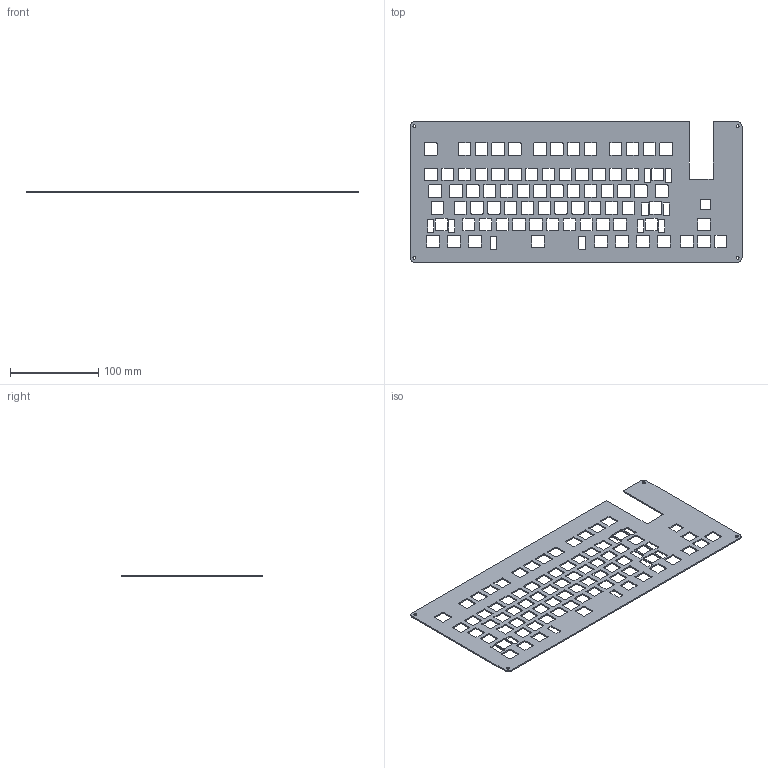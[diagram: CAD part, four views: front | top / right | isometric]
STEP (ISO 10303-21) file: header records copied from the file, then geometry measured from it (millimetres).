
FILE_DESCRIPTION(/* description */ (''),/* implementation_level */ '2;1');
FILE_NAME(/* name */ 'middle.step',/* time_stamp */ '2026-01-17T22:44:38+05:30',/* author */ (''),/* organization */ (''),/* preprocessor_version */ 'ST-DEVELOPER v20.1',/* originating_system */ 'Autodesk Translation Framework v14.21.0.0',/* authorisation */ '');
FILE_SCHEMA (('AUTOMOTIVE_DESIGN { 1 0 10303 214 3 1 1 }'));
Length unit declared in the file: millimetre
Products named in the file (1): 2026-01-15-23-59-11-119
Bounding box: 376.48 x 158.99 x 1.5 mm (x, y, z)
Volume: 62392.6 mm3; surface area: 92212.2 mm2
Topology: 1 solids, 1 shells, 726 faces, 2172 edges, 1448 vertices
Faces by surface type: plane 366, cylinder 360
Full cylindrical faces by diameter (mm): 3.4 x4
Entity records: 25041 total; most frequent: CARTESIAN_POINT 4347, DIRECTION 4346, ORIENTED_EDGE 4344, EDGE_CURVE 2172, LINE 1452, VECTOR 1452, VERTEX_POINT 1448, AXIS2_PLACEMENT_3D 1447
